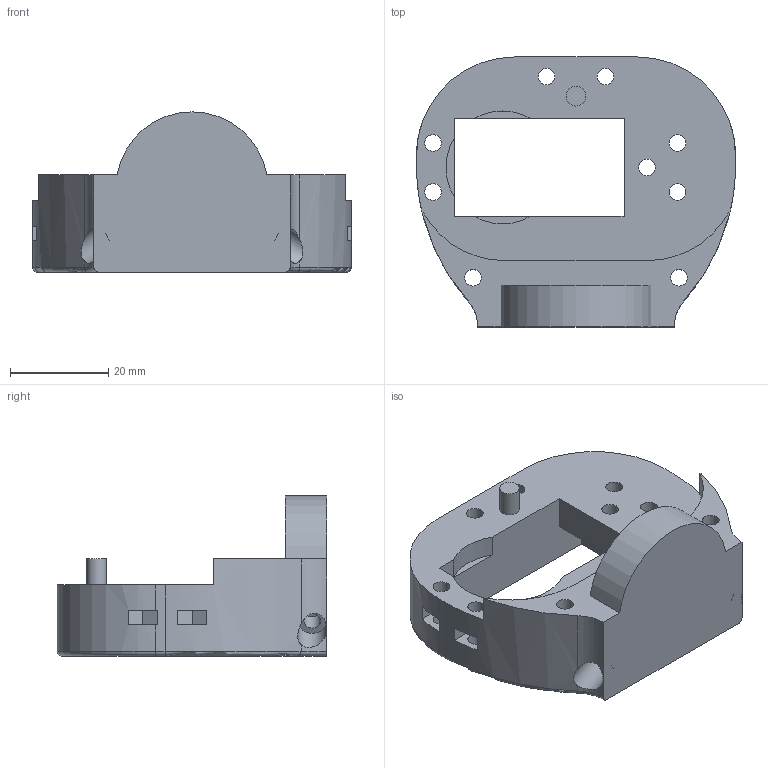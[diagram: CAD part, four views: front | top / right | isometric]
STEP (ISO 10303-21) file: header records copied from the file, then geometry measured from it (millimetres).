
FILE_DESCRIPTION(('FreeCAD Model'),'2;1');
FILE_NAME('Open CASCADE Shape Model','2021-07-31T14:16:52',('Author'),( ''),'Open CASCADE STEP processor 7.5','FreeCAD','Unknown');
FILE_SCHEMA(('AUTOMOTIVE_DESIGN { 1 0 10303 214 1 1 1 1 }'));
Length unit declared in the file: millimetre
Products named in the file (1): GripperBot
Bounding box: 65 x 55 x 32.65 mm (x, y, z)
Volume: 37037.9 mm3; surface area: 13366 mm2
Topology: 1 solids, 1 shells, 124 faces, 339 edges, 224 vertices
Faces by surface type: plane 81, cylinder 35, torus 6, bspline 2
Full cylindrical faces by diameter (mm): 3.4 x15, 4 x1, 5.9 x2
Entity records: 9540 total; most frequent: CARTESIAN_POINT 2656, DIRECTION 1275, LINE 805, VECTOR 805, ORIENTED_EDGE 682, PCURVE 682, DEFINITIONAL_REPRESENTATION 682, EDGE_CURVE 341
